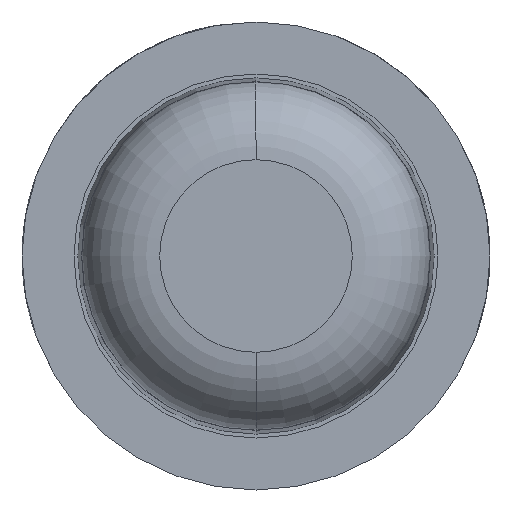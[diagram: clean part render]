
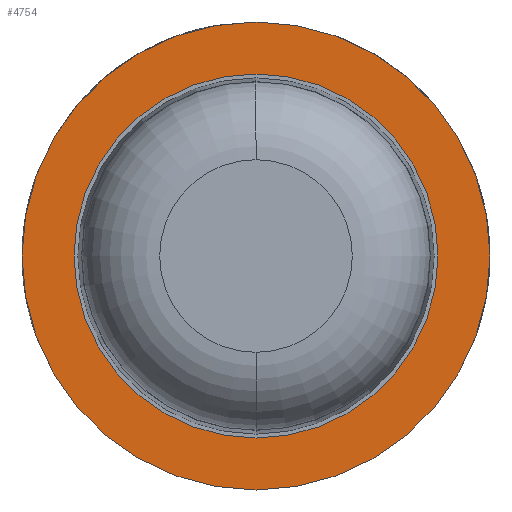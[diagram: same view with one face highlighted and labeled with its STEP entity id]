
A CAD part, front view. The second image highlights one B-rep face of the part: STEP entity #4754.
In plain terms, the highlighted planar face has unit normal (0, -1, 0).
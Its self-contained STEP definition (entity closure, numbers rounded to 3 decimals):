
#263 = CARTESIAN_POINT ( 'NONE',  ( 0., -7.5, -0.685 ) ) ;
#264 = CIRCLE ( 'NONE', #1607, 0.9 ) ;
#309 = EDGE_CURVE ( 'Defeature ausgef�hrt1_4+Defeature ausgef�hrt1_5+Defeature ausgef�hrt1_5+Defeature ausgef�hrt1_5', #4845, #992, #2151, .T. ) ;
#461 = VERTEX_POINT ( 'NONE', #4268 ) ;
#918 = EDGE_LOOP ( 'NONE', ( #1546, #3028 ) ) ;
#992 = VERTEX_POINT ( 'NONE', #4083 ) ;
#1077 = CARTESIAN_POINT ( 'NONE',  ( 0., -7.5, 0.9 ) ) ;
#1369 = EDGE_CURVE ( 'Defeature ausgef�hrt1_0+Defeature ausgef�hrt1_4+Defeature ausgef�hrt1_4+Defeature ausgef�hrt1_4', #461, #3568, #4086, .T. ) ;
#1481 = ORIENTED_EDGE ( 'NONE', *, *, #309, .T. ) ;
#1521 = FACE_BOUND ( 'NONE', #4184, .T. ) ;
#1546 = ORIENTED_EDGE ( 'NONE', *, *, #1912, .F. ) ;
#1578 = CIRCLE ( 'NONE', #4552, 0.685 ) ;
#1580 = AXIS2_PLACEMENT_3D ( 'NONE', #2286, #4491, #2601 ) ;
#1607 = AXIS2_PLACEMENT_3D ( 'NONE', #4119, #1861, #3404 ) ;
#1685 = DIRECTION ( 'NONE',  ( 0., 0., 1. ) ) ;
#1861 = DIRECTION ( 'NONE',  ( 0., 1., 0. ) ) ;
#1912 = EDGE_CURVE ( 'Defeature ausgef�hrt1_0+Defeature ausgef�hrt1_4+Defeature ausgef�hrt1_4+Defeature ausgef�hrt1_4', #3568, #461, #264, .T. ) ;
#2151 = CIRCLE ( 'NONE', #1580, 0.685 ) ;
#2286 = CARTESIAN_POINT ( 'NONE',  ( 0., -7.5, 0. ) ) ;
#2391 = CARTESIAN_POINT ( 'NONE',  ( 0., -7.5, 0. ) ) ;
#2517 = DIRECTION ( 'NONE',  ( 0., 1., 0. ) ) ;
#2601 = DIRECTION ( 'NONE',  ( 0., 0., 1. ) ) ;
#2639 = EDGE_CURVE ( 'Defeature ausgef�hrt1_4+Defeature ausgef�hrt1_5+Defeature ausgef�hrt1_5+Defeature ausgef�hrt1_5', #992, #4845, #1578, .T. ) ;
#2933 = AXIS2_PLACEMENT_3D ( 'NONE', #2391, #4658, #1685 ) ;
#2993 = DIRECTION ( 'NONE',  ( 0., 1., 0. ) ) ;
#3028 = ORIENTED_EDGE ( 'NONE', *, *, #1369, .F. ) ;
#3270 = DIRECTION ( 'NONE',  ( 0., 0., 1. ) ) ;
#3404 = DIRECTION ( 'NONE',  ( 0., 0., 1. ) ) ;
#3448 = FACE_OUTER_BOUND ( 'NONE', #918, .T. ) ;
#3501 = AXIS2_PLACEMENT_3D ( 'NONE', #4732, #2517, #3270 ) ;
#3568 = VERTEX_POINT ( 'NONE', #1077 ) ;
#3640 = PLANE ( 'NONE',  #3501 ) ;
#4083 = CARTESIAN_POINT ( 'NONE',  ( 0., -7.5, 0.685 ) ) ;
#4086 = CIRCLE ( 'NONE', #2933, 0.9 ) ;
#4119 = CARTESIAN_POINT ( 'NONE',  ( 0., -7.5, 0. ) ) ;
#4184 = EDGE_LOOP ( 'NONE', ( #4874, #1481 ) ) ;
#4268 = CARTESIAN_POINT ( 'NONE',  ( 0., -7.5, -0.9 ) ) ;
#4491 = DIRECTION ( 'NONE',  ( 0., 1., 0. ) ) ;
#4498 = DIRECTION ( 'NONE',  ( 0., 0., 1. ) ) ;
#4552 = AXIS2_PLACEMENT_3D ( 'NONE', #4878, #2993, #4498 ) ;
#4658 = DIRECTION ( 'NONE',  ( 0., 1., 0. ) ) ;
#4732 = CARTESIAN_POINT ( 'NONE',  ( 0., -7.5, -0.9 ) ) ;
#4754 = ADVANCED_FACE ( 'Defeature ausgef�hrt1_4', ( #3448, #1521 ), #3640, .F. ) ;
#4845 = VERTEX_POINT ( 'NONE', #263 ) ;
#4874 = ORIENTED_EDGE ( 'NONE', *, *, #2639, .T. ) ;
#4878 = CARTESIAN_POINT ( 'NONE',  ( 0., -7.5, 0. ) ) ;
